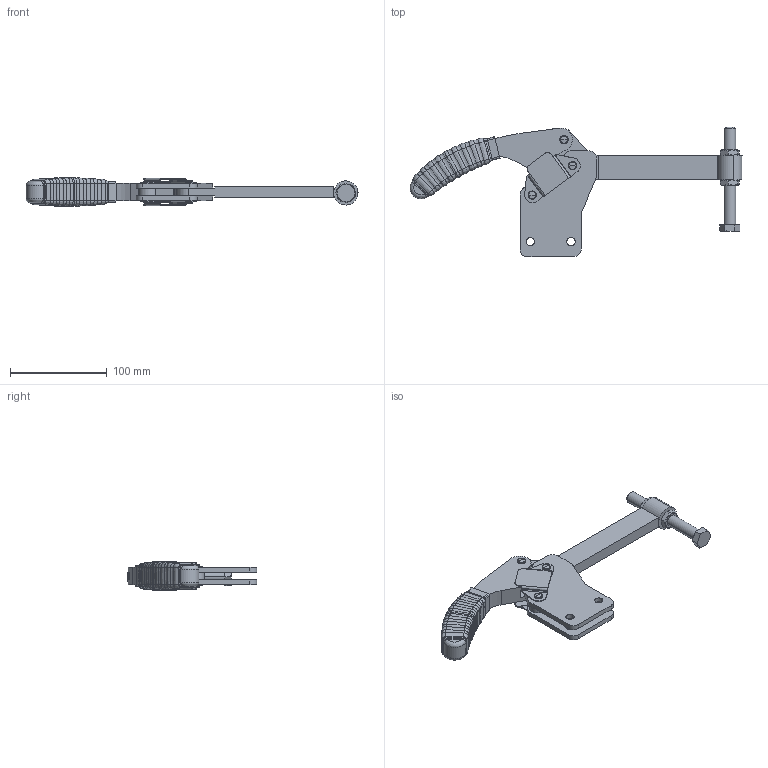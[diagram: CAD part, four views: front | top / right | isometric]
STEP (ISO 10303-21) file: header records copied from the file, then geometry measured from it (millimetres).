
FILE_DESCRIPTION((''),'2;1');
FILE_NAME('MH12.stp','2009-11-04T09:30:19',('David'),(''),'Autodesk Inventor 8','Autodesk Inventor 8','');
FILE_SCHEMA(('AUTOMOTIVE_DESIGN { 1 0 10303 214 1 1 1 1 }'));
Length unit declared in the file: millimetre
Products named in the file (7): MH12; MH12 SIDEPLATE ASSEMBLY; MH12 BAR ASSEMBLY; MH12 HANDLE ASSEMBLY; MH12 LINK ASSEMBLY; ISO 4017  (Regular Thread) M12 x 100; MH12 BOSS ASSEMBLY
Assembly tree (6 placements, depth 2):
  MH12
    MH12 SIDEPLATE ASSEMBLY
    MH12 BAR ASSEMBLY
    MH12 HANDLE ASSEMBLY
    MH12 LINK ASSEMBLY
    ISO 4017  (Regular Thread) M12 x 100
    MH12 BOSS ASSEMBLY
Bounding box: 342.74 x 133.48 x 29.3 mm (x, y, z)
Volume: 240734.3 mm3; surface area: 90817.3 mm2
Topology: 6 solids, 6 shells, 560 faces, 1357 edges, 808 vertices
Faces by surface type: bspline 228, cylinder 136, plane 126, torus 32, cone 30, sphere 8
Entity records: 23579 total; most frequent: CARTESIAN_POINT 11208, ORIENTED_EDGE 2682, DIRECTION 2371, EDGE_CURVE 1341, AXIS2_PLACEMENT_3D 933, VERTEX_POINT 808, EDGE_LOOP 605, CIRCLE 576
